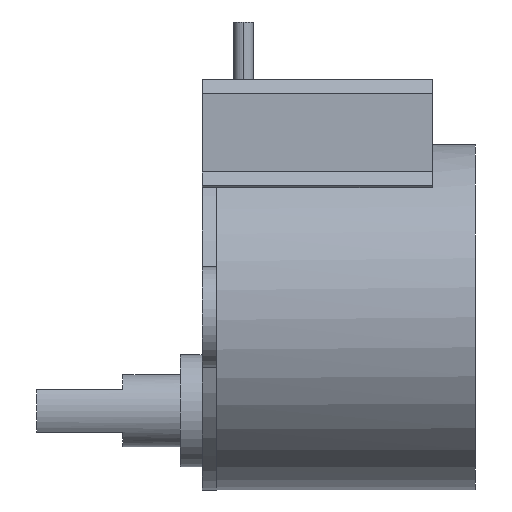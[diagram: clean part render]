
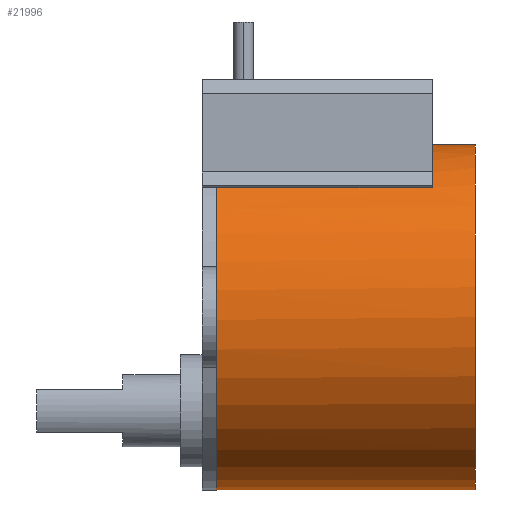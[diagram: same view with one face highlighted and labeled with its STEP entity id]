
A CAD part, left-side view. The second image highlights one B-rep face of the part: STEP entity #21996.
In plain terms, the highlighted cylindrical face has radius 12 mm (diameter 24 mm), a partial arc.
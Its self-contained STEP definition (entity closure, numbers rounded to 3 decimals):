
#400 = CIRCLE ( 'NONE', #2405, 12. ) ;
#429 = CYLINDRICAL_SURFACE ( 'NONE', #13192, 12. ) ;
#1202 = CARTESIAN_POINT ( 'NONE',  ( 0., 18., 0. ) ) ;
#1550 = CARTESIAN_POINT ( 'NONE',  ( 0., 18., 0. ) ) ;
#2018 = DIRECTION ( 'NONE',  ( 0., -1., 0. ) ) ;
#2405 = AXIS2_PLACEMENT_3D ( 'NONE', #24444, #10533, #14909 ) ;
#4668 = ORIENTED_EDGE ( 'NONE', *, *, #16376, .F. ) ;
#5012 = CIRCLE ( 'NONE', #13793, 12. ) ;
#5185 = VERTEX_POINT ( 'NONE', #22448 ) ;
#5271 = VERTEX_POINT ( 'NONE', #25684 ) ;
#5777 = DIRECTION ( 'NONE',  ( 0., 0., 1. ) ) ;
#6128 = DIRECTION ( 'NONE',  ( 0., 0., -1. ) ) ;
#7363 = VERTEX_POINT ( 'NONE', #24474 ) ;
#7857 = EDGE_CURVE ( 'NONE', #7363, #5271, #25309, .T. ) ;
#8240 = CARTESIAN_POINT ( 'NONE',  ( 0., 3., 0. ) ) ;
#8245 = CARTESIAN_POINT ( 'NONE',  ( 0., 18., 12. ) ) ;
#8480 = VECTOR ( 'NONE', #12705, 1000. ) ;
#10533 = DIRECTION ( 'NONE',  ( 0., 1., 0. ) ) ;
#10992 = VERTEX_POINT ( 'NONE', #28720 ) ;
#11078 = ORIENTED_EDGE ( 'NONE', *, *, #20290, .F. ) ;
#11502 = EDGE_CURVE ( 'NONE', #15057, #10992, #20094, .T. ) ;
#11529 = CARTESIAN_POINT ( 'NONE',  ( -7.926, 4., 9.01 ) ) ;
#12705 = DIRECTION ( 'NONE',  ( 0., -1., 0. ) ) ;
#13031 = CARTESIAN_POINT ( 'NONE',  ( 0., 18., -12. ) ) ;
#13100 = DIRECTION ( 'NONE',  ( 0., 0., -1. ) ) ;
#13192 = AXIS2_PLACEMENT_3D ( 'NONE', #1550, #15263, #13100 ) ;
#13793 = AXIS2_PLACEMENT_3D ( 'NONE', #1202, #15304, #5777 ) ;
#14109 = ORIENTED_EDGE ( 'NONE', *, *, #7857, .F. ) ;
#14445 = EDGE_CURVE ( 'NONE', #10992, #28014, #400, .T. ) ;
#14637 = ORIENTED_EDGE ( 'NONE', *, *, #18325, .T. ) ;
#14649 = LINE ( 'NONE', #8245, #8480 ) ;
#14909 = DIRECTION ( 'NONE',  ( 0., 0., 1. ) ) ;
#15057 = VERTEX_POINT ( 'NONE', #13031 ) ;
#15263 = DIRECTION ( 'NONE',  ( 0., -1., 0. ) ) ;
#15304 = DIRECTION ( 'NONE',  ( 0., 1., 0. ) ) ;
#16376 = EDGE_CURVE ( 'NONE', #15057, #7363, #5012, .T. ) ;
#16726 = DIRECTION ( 'NONE',  ( 0., -1., 0. ) ) ;
#17037 = EDGE_LOOP ( 'NONE', ( #11078, #14637, #14109, #4668, #29904, #27141 ) ) ;
#17203 = VECTOR ( 'NONE', #16726, 1000. ) ;
#18325 = EDGE_CURVE ( 'NONE', #5185, #5271, #28184, .T. ) ;
#19042 = CARTESIAN_POINT ( 'NONE',  ( 0., 18., -12. ) ) ;
#19987 = DIRECTION ( 'NONE',  ( 0., -1., 0. ) ) ;
#20094 = LINE ( 'NONE', #19042, #17203 ) ;
#20290 = EDGE_CURVE ( 'NONE', #5185, #28014, #14649, .T. ) ;
#21996 = ADVANCED_FACE ( 'NONE', ( #26922 ), #429, .T. ) ;
#22368 = VECTOR ( 'NONE', #2018, 1000. ) ;
#22448 = CARTESIAN_POINT ( 'NONE',  ( 0., 3., 12. ) ) ;
#24444 = CARTESIAN_POINT ( 'NONE',  ( 0., 0., 0. ) ) ;
#24474 = CARTESIAN_POINT ( 'NONE',  ( -7.926, 18., 9.01 ) ) ;
#25309 = LINE ( 'NONE', #11529, #22368 ) ;
#25684 = CARTESIAN_POINT ( 'NONE',  ( -7.926, 3., 9.01 ) ) ;
#26094 = CARTESIAN_POINT ( 'NONE',  ( 0., 0., 12. ) ) ;
#26922 = FACE_OUTER_BOUND ( 'NONE', #17037, .T. ) ;
#27141 = ORIENTED_EDGE ( 'NONE', *, *, #14445, .T. ) ;
#27150 = AXIS2_PLACEMENT_3D ( 'NONE', #8240, #19987, #6128 ) ;
#28014 = VERTEX_POINT ( 'NONE', #26094 ) ;
#28184 = CIRCLE ( 'NONE', #27150, 12. ) ;
#28720 = CARTESIAN_POINT ( 'NONE',  ( 0., 0., -12. ) ) ;
#29904 = ORIENTED_EDGE ( 'NONE', *, *, #11502, .T. ) ;
